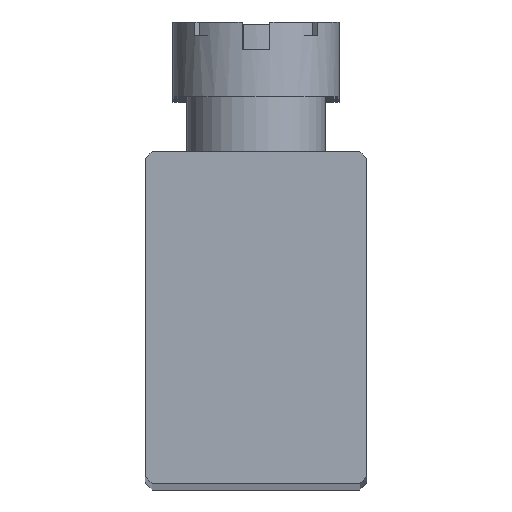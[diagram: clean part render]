
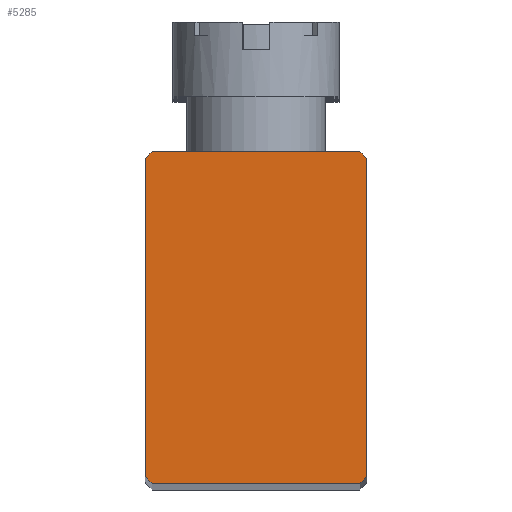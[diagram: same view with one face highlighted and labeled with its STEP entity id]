
A CAD part, top view. The second image highlights one B-rep face of the part: STEP entity #5285.
In plain terms, the highlighted planar face has unit normal (0, 0, 1).
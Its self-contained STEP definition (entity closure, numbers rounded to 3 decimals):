
#259 = EDGE_CURVE ( 'NONE', #1157, #3700, #7530, .T. ) ;
#289 = EDGE_CURVE ( 'NONE', #4443, #4951, #7535, .T. ) ;
#425 = EDGE_CURVE ( 'NONE', #3583, #659, #4363, .T. ) ;
#588 = LINE ( 'NONE', #6625, #604 ) ;
#604 = VECTOR ( 'NONE', #4765, 1000. ) ;
#659 = VERTEX_POINT ( 'NONE', #785 ) ;
#716 = EDGE_CURVE ( 'NONE', #3066, #4341, #4817, .T. ) ;
#785 = CARTESIAN_POINT ( 'NONE',  ( 3.75, 6., 66.5 ) ) ;
#1157 = VERTEX_POINT ( 'NONE', #6935 ) ;
#1310 = EDGE_CURVE ( 'NONE', #4951, #1157, #6347, .T. ) ;
#1395 = ORIENTED_EDGE ( 'NONE', *, *, #2877, .T. ) ;
#1434 = CARTESIAN_POINT ( 'NONE',  ( 4., -5.75, 66.5 ) ) ;
#1516 = ORIENTED_EDGE ( 'NONE', *, *, #289, .T. ) ;
#1526 = ORIENTED_EDGE ( 'NONE', *, *, #1310, .T. ) ;
#1552 = ORIENTED_EDGE ( 'NONE', *, *, #259, .T. ) ;
#1578 = EDGE_CURVE ( 'NONE', #659, #3066, #588, .T. ) ;
#1635 = ORIENTED_EDGE ( 'NONE', *, *, #3848, .T. ) ;
#1710 = ORIENTED_EDGE ( 'NONE', *, *, #425, .T. ) ;
#1746 = ORIENTED_EDGE ( 'NONE', *, *, #1578, .T. ) ;
#1880 = ORIENTED_EDGE ( 'NONE', *, *, #716, .T. ) ;
#2372 = CARTESIAN_POINT ( 'NONE',  ( -3.75, 6., 66.5 ) ) ;
#2664 = CARTESIAN_POINT ( 'NONE',  ( -9.875, -0.125, 66.5 ) ) ;
#2811 = PLANE ( 'NONE',  #5510 ) ;
#2877 = EDGE_CURVE ( 'NONE', #4341, #4443, #6076, .T. ) ;
#3066 = VERTEX_POINT ( 'NONE', #2372 ) ;
#3493 = DIRECTION ( 'NONE',  ( 0., 0., 1. ) ) ;
#3583 = VERTEX_POINT ( 'NONE', #6498 ) ;
#3611 = VECTOR ( 'NONE', #5498, 1000. ) ;
#3700 = VERTEX_POINT ( 'NONE', #1434 ) ;
#3848 = EDGE_CURVE ( 'NONE', #3700, #3583, #5386, .T. ) ;
#3855 = DIRECTION ( 'NONE',  ( 1., 0., 0. ) ) ;
#4341 = VERTEX_POINT ( 'NONE', #6209 ) ;
#4363 = LINE ( 'NONE', #5427, #3611 ) ;
#4443 = VERTEX_POINT ( 'NONE', #6404 ) ;
#4521 = CARTESIAN_POINT ( 'NONE',  ( -4., -6., 66.5 ) ) ;
#4644 = CARTESIAN_POINT ( 'NONE',  ( -3.75, -6., 66.5 ) ) ;
#4665 = EDGE_LOOP ( 'NONE', ( #1395, #1516, #1526, #1552, #1635, #1710, #1746, #1880 ) ) ;
#4765 = DIRECTION ( 'NONE',  ( -1., 0., 0. ) ) ;
#4817 = LINE ( 'NONE', #2664, #4872 ) ;
#4872 = VECTOR ( 'NONE', #6308, 1000. ) ;
#4951 = VERTEX_POINT ( 'NONE', #4644 ) ;
#5285 = ADVANCED_FACE ( 'NONE', ( #6414 ), #2811, .T. ) ;
#5386 = LINE ( 'NONE', #5454, #6978 ) ;
#5427 = CARTESIAN_POINT ( 'NONE',  ( 5.875, 3.875, 66.5 ) ) ;
#5454 = CARTESIAN_POINT ( 'NONE',  ( 4., 6., 66.5 ) ) ;
#5498 = DIRECTION ( 'NONE',  ( -0.707, 0.707, 0. ) ) ;
#5510 = AXIS2_PLACEMENT_3D ( 'NONE', #7289, #3493, #7895 ) ;
#5877 = VECTOR ( 'NONE', #8103, 1000. ) ;
#6061 = DIRECTION ( 'NONE',  ( 0., 1., 0. ) ) ;
#6076 = LINE ( 'NONE', #6941, #5877 ) ;
#6209 = CARTESIAN_POINT ( 'NONE',  ( -4., 5.75, 66.5 ) ) ;
#6308 = DIRECTION ( 'NONE',  ( -0.707, -0.707, 0. ) ) ;
#6315 = CARTESIAN_POINT ( 'NONE',  ( -0.125, -9.875, 66.5 ) ) ;
#6318 = VECTOR ( 'NONE', #3855, 1000. ) ;
#6347 = LINE ( 'NONE', #4521, #6318 ) ;
#6404 = CARTESIAN_POINT ( 'NONE',  ( -4., -5.75, 66.5 ) ) ;
#6414 = FACE_OUTER_BOUND ( 'NONE', #4665, .T. ) ;
#6498 = CARTESIAN_POINT ( 'NONE',  ( 4., 5.75, 66.5 ) ) ;
#6625 = CARTESIAN_POINT ( 'NONE',  ( -4., 6., 66.5 ) ) ;
#6935 = CARTESIAN_POINT ( 'NONE',  ( 3.75, -6., 66.5 ) ) ;
#6941 = CARTESIAN_POINT ( 'NONE',  ( -4., 6., 66.5 ) ) ;
#6978 = VECTOR ( 'NONE', #6061, 1000. ) ;
#7189 = VECTOR ( 'NONE', #7682, 1000. ) ;
#7289 = CARTESIAN_POINT ( 'NONE',  ( -4., -6., 66.5 ) ) ;
#7449 = VECTOR ( 'NONE', #8253, 1000. ) ;
#7530 = LINE ( 'NONE', #6315, #7449 ) ;
#7535 = LINE ( 'NONE', #7792, #7189 ) ;
#7682 = DIRECTION ( 'NONE',  ( 0.707, -0.707, 0. ) ) ;
#7792 = CARTESIAN_POINT ( 'NONE',  ( -3.875, -5.875, 66.5 ) ) ;
#7895 = DIRECTION ( 'NONE',  ( 1., 0., 0. ) ) ;
#8103 = DIRECTION ( 'NONE',  ( 0., -1., 0. ) ) ;
#8253 = DIRECTION ( 'NONE',  ( 0.707, 0.707, 0. ) ) ;
